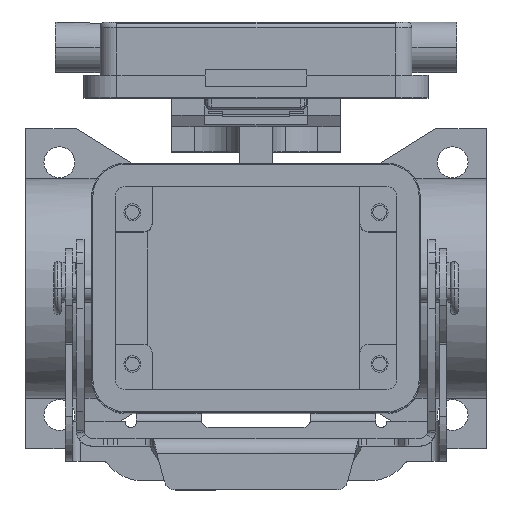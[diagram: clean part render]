
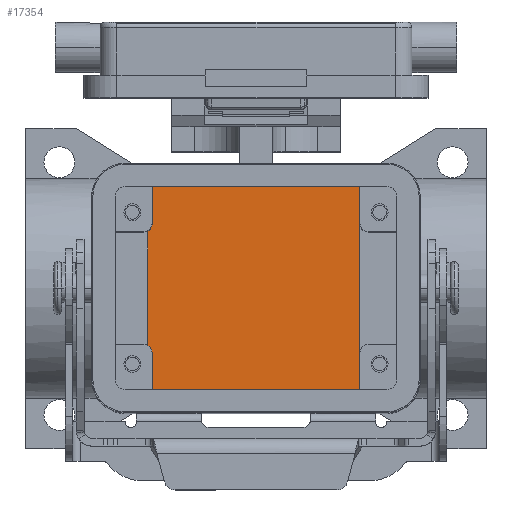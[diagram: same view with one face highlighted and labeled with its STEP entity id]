
A CAD part, top view. The second image highlights one B-rep face of the part: STEP entity #17354.
In plain terms, the highlighted planar face has unit normal (0, 0, 1).
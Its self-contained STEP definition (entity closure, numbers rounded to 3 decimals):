
#17281=CARTESIAN_POINT('',(0.,0.,-62.0));
#17282=DIRECTION('',(0.0,0.0,1.0));
#17283=DIRECTION('',(1.0,0.0,0.0));
#17284=AXIS2_PLACEMENT_3D('',#17281,#17282,#17283);
#17285=PLANE('',#17284);
#17286=CARTESIAN_POINT('',(-19.25,10.201,-62.0));
#17287=VERTEX_POINT('',#17286);
#17288=CARTESIAN_POINT('',(-19.25,-10.201,-62.0));
#17289=VERTEX_POINT('',#17288);
#17290=CARTESIAN_POINT('',(-19.25,10.201,-62.0));
#17291=DIRECTION('',(0.0,-1.0,0.0));
#17292=VECTOR('',#17291,20.402);
#17293=LINE('',#17290,#17292);
#17294=EDGE_CURVE('',#17287,#17289,#17293,.T.);
#17295=ORIENTED_EDGE('',*,*,#17294,.T.);
#17296=CARTESIAN_POINT('',(-18.5,-11.5,-62.));
#17297=VERTEX_POINT('',#17296);
#17298=CARTESIAN_POINT('',(-20.0,-11.5,-62.0));
#17299=DIRECTION('',(0.0,0.0,-1.0));
#17300=DIRECTION('',(-1.0,0.0,0.0));
#17301=AXIS2_PLACEMENT_3D('',#17298,#17299,#17300);
#17302=CIRCLE('',#17301,1.5);
#17303=EDGE_CURVE('',#17289,#17297,#17302,.T.);
#17304=ORIENTED_EDGE('',*,*,#17303,.T.);
#17305=CARTESIAN_POINT('',(-18.5,-18.25,-62.));
#17306=VERTEX_POINT('',#17305);
#17307=CARTESIAN_POINT('',(-18.5,-11.5,-62.));
#17308=DIRECTION('',(0.0,-1.0,0.0));
#17309=VECTOR('',#17308,6.75);
#17310=LINE('',#17307,#17309);
#17311=EDGE_CURVE('',#17297,#17306,#17310,.T.);
#17312=ORIENTED_EDGE('',*,*,#17311,.T.);
#17313=CARTESIAN_POINT('',(18.5,-18.25,-62.));
#17314=VERTEX_POINT('',#17313);
#17315=CARTESIAN_POINT('',(-18.5,-18.25,-62.));
#17316=DIRECTION('',(1.0,0.0,0.0));
#17317=VECTOR('',#17316,37.);
#17318=LINE('',#17315,#17317);
#17319=EDGE_CURVE('',#17306,#17314,#17318,.T.);
#17320=ORIENTED_EDGE('',*,*,#17319,.T.);
#17321=CARTESIAN_POINT('',(18.5,18.25,-62.));
#17322=VERTEX_POINT('',#17321);
#17323=CARTESIAN_POINT('',(18.5,-18.25,-62.));
#17324=DIRECTION('',(0.0,1.0,0.0));
#17325=VECTOR('',#17324,36.5);
#17326=LINE('',#17323,#17325);
#17327=EDGE_CURVE('',#17314,#17322,#17326,.T.);
#17328=ORIENTED_EDGE('',*,*,#17327,.T.);
#17329=CARTESIAN_POINT('',(-18.5,18.25,-62.));
#17330=VERTEX_POINT('',#17329);
#17331=CARTESIAN_POINT('',(18.5,18.25,-62.));
#17332=DIRECTION('',(-1.0,0.0,0.0));
#17333=VECTOR('',#17332,37.);
#17334=LINE('',#17331,#17333);
#17335=EDGE_CURVE('',#17322,#17330,#17334,.T.);
#17336=ORIENTED_EDGE('',*,*,#17335,.T.);
#17337=CARTESIAN_POINT('',(-18.5,11.5,-62.));
#17338=VERTEX_POINT('',#17337);
#17339=CARTESIAN_POINT('',(-18.5,18.25,-62.));
#17340=DIRECTION('',(0.0,-1.0,0.0));
#17341=VECTOR('',#17340,6.75);
#17342=LINE('',#17339,#17341);
#17343=EDGE_CURVE('',#17330,#17338,#17342,.T.);
#17344=ORIENTED_EDGE('',*,*,#17343,.T.);
#17345=CARTESIAN_POINT('',(-20.0,11.5,-62.0));
#17346=DIRECTION('',(0.0,0.0,-1.0));
#17347=DIRECTION('',(0.0,-1.0,0.0));
#17348=AXIS2_PLACEMENT_3D('',#17345,#17346,#17347);
#17349=CIRCLE('',#17348,1.5);
#17350=EDGE_CURVE('',#17338,#17287,#17349,.T.);
#17351=ORIENTED_EDGE('',*,*,#17350,.T.);
#17352=EDGE_LOOP('',(#17295,#17304,#17312,#17320,#17328,#17336,#17344,#17351));
#17353=FACE_OUTER_BOUND('',#17352,.T.);
#17354=ADVANCED_FACE('',(#17353),#17285,.T.);
